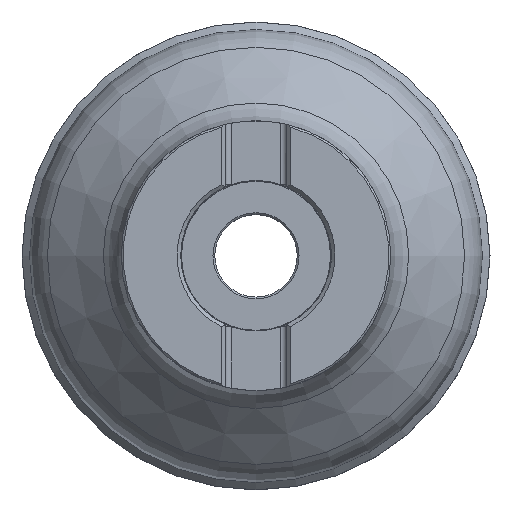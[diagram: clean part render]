
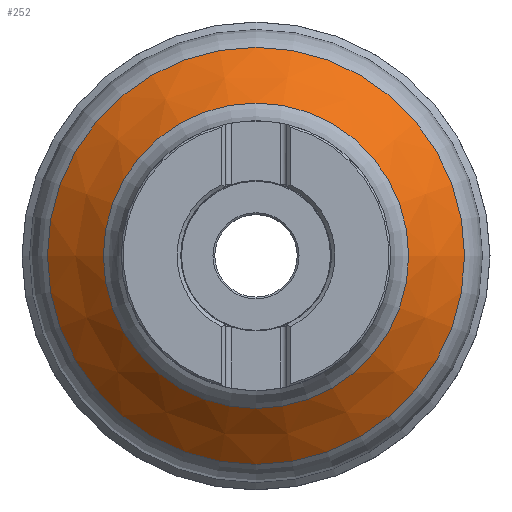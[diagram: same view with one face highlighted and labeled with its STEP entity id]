
A CAD part, top view. The second image highlights one B-rep face of the part: STEP entity #252.
In plain terms, the highlighted conical face has half-angle 47 degrees and reference radius 60.455 mm.
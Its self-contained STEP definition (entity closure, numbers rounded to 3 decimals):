
#252=ADVANCED_FACE('',(#333,#334),#306,.T.);
#306=CONICAL_SURFACE('',#1001,60.455,47.);
#333=FACE_BOUND('',#402,.T.);
#334=FACE_BOUND('',#403,.T.);
#402=EDGE_LOOP('',(#522));
#403=EDGE_LOOP('',(#523));
#522=ORIENTED_EDGE('',*,*,#835,.T.);
#523=ORIENTED_EDGE('',*,*,#836,.T.);
#744=VERTEX_POINT('',#1570);
#745=VERTEX_POINT('',#1572);
#835=EDGE_CURVE('',#744,#744,#935,.T.);
#836=EDGE_CURVE('',#745,#745,#936,.T.);
#935=CIRCLE('',#999,55.685);
#936=CIRCLE('',#1000,40.77);
#999=AXIS2_PLACEMENT_3D('',#1569,#1161,#1162);
#1000=AXIS2_PLACEMENT_3D('',#1571,#1163,#1164);
#1001=AXIS2_PLACEMENT_3D('',#1573,#1165,#1166);
#1161=DIRECTION('',(0.,0.,1.));
#1162=DIRECTION('',(1.,0.,0.));
#1163=DIRECTION('',(0.,0.,-1.));
#1164=DIRECTION('',(-1.,0.,0.));
#1165=DIRECTION('',(0.,0.,-1.));
#1166=DIRECTION('',(-1.,0.,0.));
#1569=CARTESIAN_POINT('',(0.,0.,-40.356));
#1570=CARTESIAN_POINT('',(55.685,0.,-40.356));
#1571=CARTESIAN_POINT('',(0.,0.,-26.448));
#1572=CARTESIAN_POINT('',(-40.77,0.,-26.448));
#1573=CARTESIAN_POINT('',(0.,0.,-44.805));
